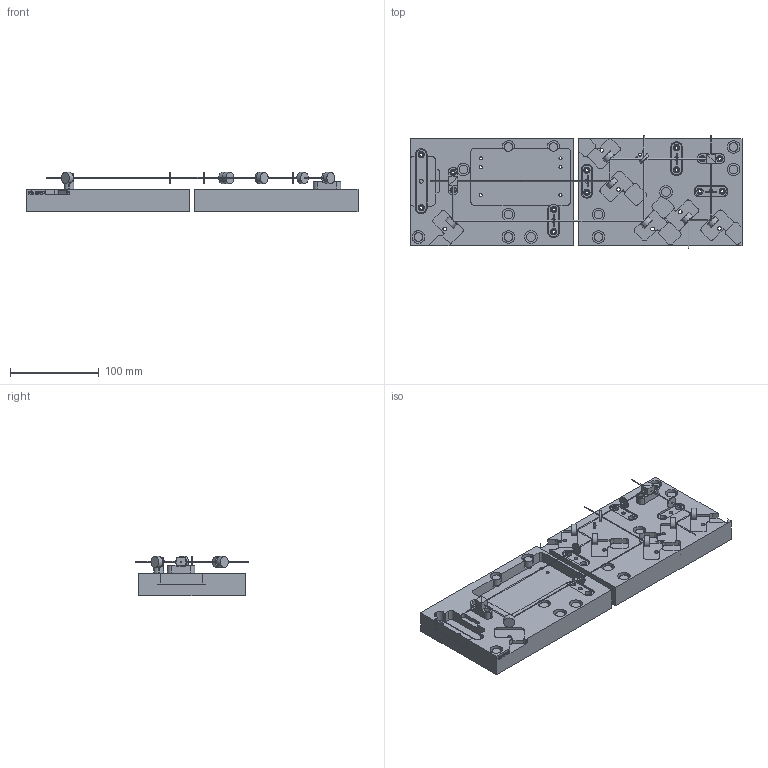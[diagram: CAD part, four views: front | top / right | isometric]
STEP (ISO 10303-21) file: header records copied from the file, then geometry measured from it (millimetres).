
FILE_DESCRIPTION(('FreeCAD Model'),'2;1');
FILE_NAME('Open CASCADE Shape Model','2025-01-21T14:49:33',(''),(''), 'Open CASCADE STEP processor 7.6','FreeCAD','Unknown');
FILE_SCHEMA(('AUTOMOTIVE_DESIGN { 1 0 10303 214 1 1 1 1 }'));
Length unit declared in the file: millimetre
Products named in the file (35): Unnamed3; Mount Hole (14, 4); Mount Hole (2, 3); Mount Hole (8, 1); Mount Hole (11, 2); Mount Hole (4, 1); Mount Hole (4, 4); Mount Hole (4, 0); input_mirror_2; Mount Hole (14, 3); Mount003; Surface Adapter001; probe_mirror_1; Surface Adapter; Beam Path; input_mirror_1; Half_waveplate_1; Beam_Splitter; Half_waveplate_probe; splitter; Half_waveplate_probe2; probe_mirror_2; Mount Hole (5, 0); Rb_SAS; Mount Hole (0, 0); Mount Hole (6, 4); Mount Hole (8, 0); Half_waveplate_pump; pump_mirror_1; Surface Adapter003; Beam_Splitter_2; Mount009; pump_mirror_2; Surface Adapter002; Surface Adapter004
Assembly tree (34 placements, depth 2):
  Unnamed3
    Mount Hole (14, 4)
    Mount Hole (2, 3)
    Mount Hole (8, 1)
    Mount Hole (11, 2)
    Mount Hole (4, 1)
    Mount Hole (4, 4)
    Mount Hole (4, 0)
    input_mirror_2
    Mount Hole (14, 3)
    Mount003
    Surface Adapter001
    probe_mirror_1
    Surface Adapter
    Beam Path
    input_mirror_1
    Half_waveplate_1
    Beam_Splitter
    Half_waveplate_probe
    splitter
    Half_waveplate_probe2
    probe_mirror_2
    Mount Hole (5, 0)
    Rb_SAS
    Mount Hole (0, 0)
    Mount Hole (6, 4)
    Mount Hole (8, 0)
    Half_waveplate_pump
    pump_mirror_1
    Surface Adapter003
    Beam_Splitter_2
    Mount009
    pump_mirror_2
    Surface Adapter002
    Surface Adapter004
Bounding box: 374.65 x 127.01 x 44.45 mm (x, y, z)
Volume: 978218 mm3; surface area: 177000.4 mm2
Topology: 56 solids, 58 shells, 798 faces, 1858 edges, 1240 vertices
Faces by surface type: plane 389, cylinder 263, extrusion 134, bspline 12
Full cylindrical faces by diameter (mm): 1 x22, 2 x2, 3.454 x21, 4.369 x25, 5.105 x12, 6.604 x12, 7 x25, 9.8 x12, 12.7 x11, 14.287 x10
Entity records: 49708 total; most frequent: CARTESIAN_POINT 11362, DIRECTION 6609, VECTOR 3750, ORIENTED_EDGE 3716, PCURVE 3716, DEFINITIONAL_REPRESENTATION 3716, LINE 3616, EDGE_CURVE 1858
